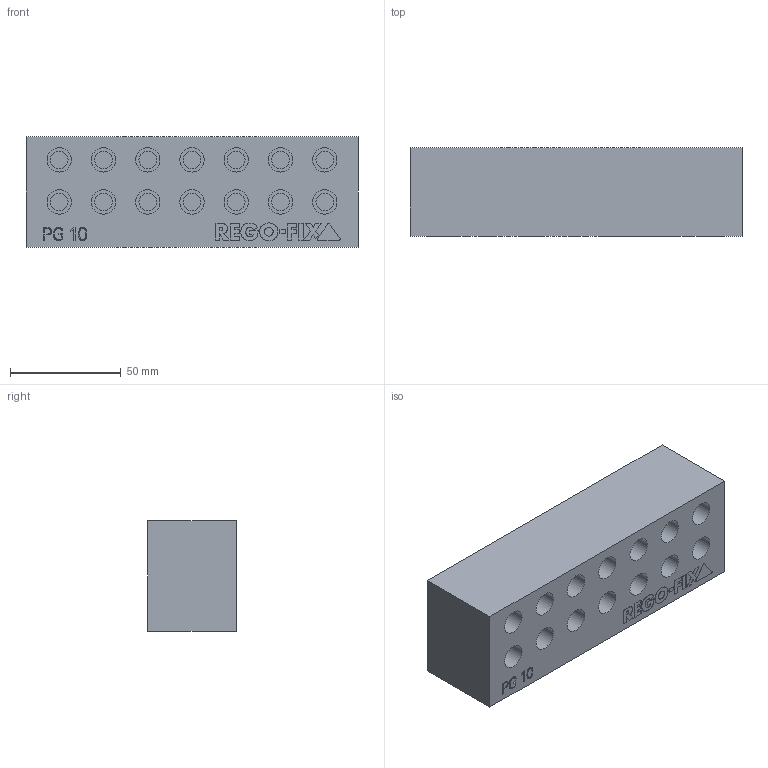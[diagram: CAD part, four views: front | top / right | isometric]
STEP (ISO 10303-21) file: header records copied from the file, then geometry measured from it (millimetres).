
FILE_DESCRIPTION( ( 'Unknown' ), '1' );
FILE_NAME( '769810000-B.stp', 'Unknown', ( 'Unknown' ), ( 'Unknown' ), 'PSStep 15.0.49', 'Unknown', ' ' );
FILE_SCHEMA( ( 'AUTOMOTIVE_DESIGN { 1 0 10303 214 1 1 1 1 }' ) );
Length unit declared in the file: millimetre
Products named in the file (1): 1
Bounding box: 150 x 40 x 50 mm (x, y, z)
Volume: 251928.9 mm3; surface area: 48897.7 mm2
Topology: 1 solids, 1 shells, 164 faces, 351 edges, 234 vertices
Faces by surface type: plane 117, cylinder 28, extrusion 19
Full cylindrical faces by diameter (mm): 8 x14, 11 x14
Entity records: 6997 total; most frequent: CARTESIAN_POINT 2228, DIRECTION 649, ORIENTED_EDGE 640, EDGE_CURVE 320, VECTOR 245, EDGE_LOOP 240, VERTEX_POINT 234, LINE 226
